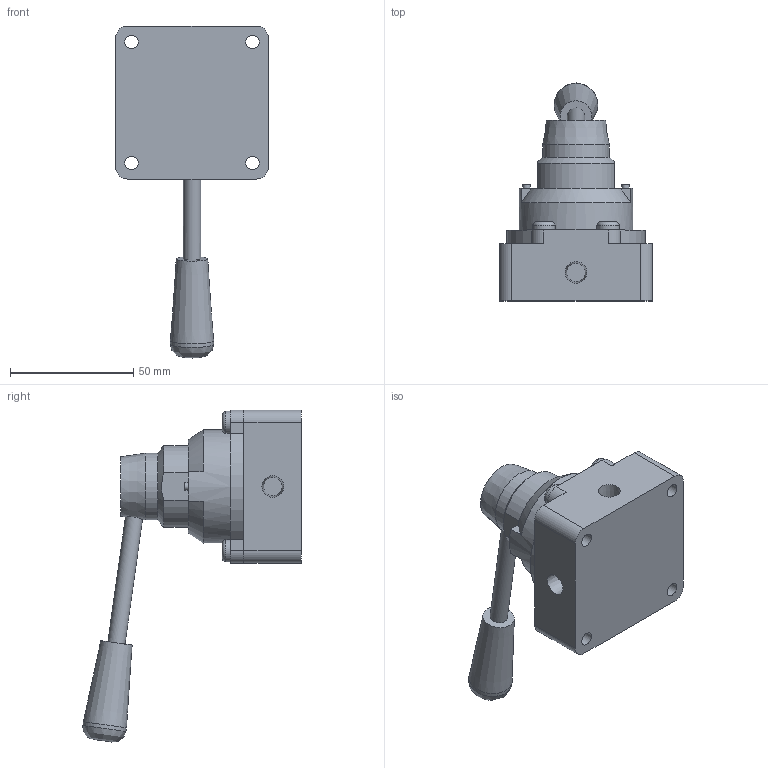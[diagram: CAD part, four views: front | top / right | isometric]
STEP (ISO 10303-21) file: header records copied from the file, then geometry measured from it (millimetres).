
FILE_DESCRIPTION( ( 'STEP AP214' ), '1' );
FILE_NAME( 'MVHC-202-4H-6A--G.stp', '2020-04-21T07:03:11', ( 'License CC BY-ND 4.0' ), ( 'CADENAS' ), ' ', 'PARTsolutions', ' ' );
FILE_SCHEMA( ( 'AUTOMOTIVE_DESIGN { 1 0 10303 214 1 1 1 1 }' ) );
Length unit declared in the file: millimetre
Products named in the file (1): _MVHC-202-4H-6A--G
Bounding box: 62 x 88.48 x 134.5 mm (x, y, z)
Volume: 152705.4 mm3; surface area: 25890.9 mm2
Topology: 1 solids, 1 shells, 124 faces, 307 edges, 203 vertices
Faces by surface type: plane 84, cylinder 26, cone 9, torus 4, bspline 1
Full cylindrical faces by diameter (mm): 3 x2, 5.5 x4, 7 x1, 9 x4, 17.6 x1, 27 x1, 46 x1
Entity records: 4623 total; most frequent: CARTESIAN_POINT 729, DIRECTION 588, ORIENTED_EDGE 552, EDGE_CURVE 276, VERTEX_POINT 198, LINE 198, VECTOR 198, AXIS2_PLACEMENT_3D 195
